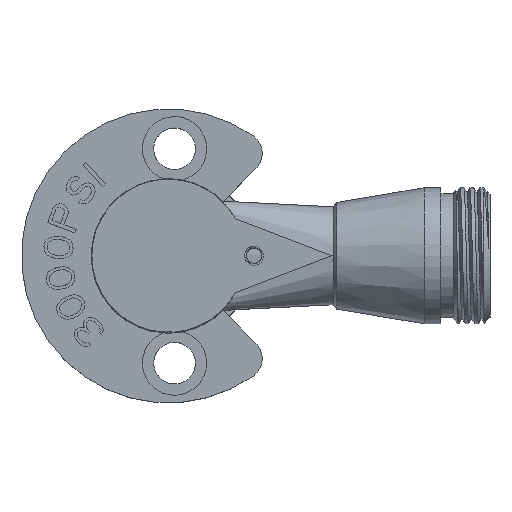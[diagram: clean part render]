
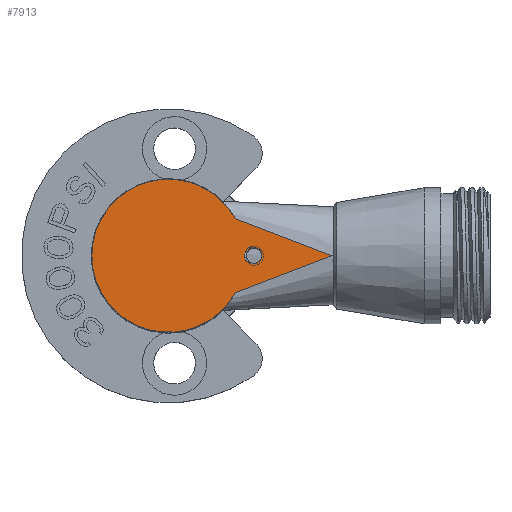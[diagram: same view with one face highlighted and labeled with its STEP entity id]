
A CAD part, top view. The second image highlights one B-rep face of the part: STEP entity #7913.
In plain terms, the highlighted planar face has unit normal (0, 0, 1).
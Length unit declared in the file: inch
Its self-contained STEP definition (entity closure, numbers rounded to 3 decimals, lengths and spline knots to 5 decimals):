
#1=DIRECTION('',(-0.933,-0.359,0.));
#2=VECTOR('',#1,0.66151);
#3=CARTESIAN_POINT('',(1.04828,0.,1.0748));
#4=LINE('',#3,#2);
#5=DIRECTION('',(-0.933,0.359,0.));
#6=VECTOR('',#5,0.66151);
#7=CARTESIAN_POINT('',(1.04828,0.,1.0748));
#8=LINE('',#7,#6);
#9=CARTESIAN_POINT('',(0.5792,-0.04046,1.0748));
#10=CARTESIAN_POINT('',(0.57685,-0.0425,1.0748));
#11=CARTESIAN_POINT('',(0.57184,-0.04609,1.0748));
#12=CARTESIAN_POINT('',(0.56323,-0.05009,1.0748));
#13=CARTESIAN_POINT('',(0.55392,-0.05244,1.0748));
#14=CARTESIAN_POINT('',(0.54418,-0.05306,1.0748));
#15=CARTESIAN_POINT('',(0.53436,-0.05185,1.0748));
#16=CARTESIAN_POINT('',(0.52481,-0.04883,1.0748));
#17=CARTESIAN_POINT('',(0.51584,-0.04406,1.0748));
#18=CARTESIAN_POINT('',(0.50777,-0.03765,1.0748));
#19=CARTESIAN_POINT('',(0.50091,-0.02979,1.0748));
#20=CARTESIAN_POINT('',(0.4955,-0.02072,1.0748));
#21=CARTESIAN_POINT('',(0.49176,-0.01069,1.0748));
#22=CARTESIAN_POINT('',(0.49048,-0.00364,1.0748));
#23=CARTESIAN_POINT('',(0.49016,0.,
1.0748));
#25=CARTESIAN_POINT('',(0.49016,0.,
1.0748));
#26=CARTESIAN_POINT('',(0.49048,0.00364,1.0748));
#27=CARTESIAN_POINT('',(0.49176,0.01069,1.0748));
#28=CARTESIAN_POINT('',(0.49551,0.02073,1.0748));
#29=CARTESIAN_POINT('',(0.50091,0.0298,1.0748));
#30=CARTESIAN_POINT('',(0.50779,0.03766,1.0748));
#31=CARTESIAN_POINT('',(0.51586,0.04407,1.0748));
#32=CARTESIAN_POINT('',(0.52483,0.04884,1.0748));
#33=CARTESIAN_POINT('',(0.53439,0.05185,1.0748));
#34=CARTESIAN_POINT('',(0.54421,0.05306,1.0748));
#35=CARTESIAN_POINT('',(0.55394,0.05244,1.0748));
#36=CARTESIAN_POINT('',(0.56325,0.05008,1.0748));
#37=CARTESIAN_POINT('',(0.57185,0.04608,1.0748));
#38=CARTESIAN_POINT('',(0.57686,0.04249,1.0748));
#39=CARTESIAN_POINT('',(0.5792,0.04046,1.0748));
#2048=CARTESIAN_POINT('',(0.,0.,1.0748));
#2049=DIRECTION('',(0.,0.,1.));
#2050=DIRECTION('',(0.876,0.483,0.));
#2051=AXIS2_PLACEMENT_3D('',#2048,#2049,#2050);
#2066=CARTESIAN_POINT('',(0.,0.,1.0748));
#2067=DIRECTION('',(0.,0.,1.));
#2068=DIRECTION('',(-1.,0.,0.));
#2069=AXIS2_PLACEMENT_3D('',#2066,#2067,#2068);
#6061=CARTESIAN_POINT('',(0.55118,0.,1.0748));
#6062=DIRECTION('',(0.,0.,-1.));
#6063=DIRECTION('',(0.569,0.822,0.));
#6064=AXIS2_PLACEMENT_3D('',#6061,#6062,#6063);
#6341=CARTESIAN_POINT('',(1.04828,0.,1.0748));
#6342=CARTESIAN_POINT('',(0.43094,-0.23765,
1.0748));
#6343=VERTEX_POINT('',#6341);
#6344=VERTEX_POINT('',#6342);
#6345=CARTESIAN_POINT('',(0.43094,0.23765,
1.0748));
#6346=VERTEX_POINT('',#6345);
#6357=CARTESIAN_POINT('',(-0.49213,0.,1.0748));
#6358=VERTEX_POINT('',#6357);
#6359=VERTEX_POINT('',#9);
#6360=VERTEX_POINT('',#23);
#6361=VERTEX_POINT('',#39);
#7890=CARTESIAN_POINT('',(0.,0.,1.0748));
#7891=DIRECTION('',(0.,0.,1.));
#7892=DIRECTION('',(1.,0.,0.));
#7893=AXIS2_PLACEMENT_3D('',#7890,#7891,#7892);
#7894=PLANE('',#7893);
#7896=ORIENTED_EDGE('',*,*,#7895,.T.);
#7898=ORIENTED_EDGE('',*,*,#7897,.F.);
#7900=ORIENTED_EDGE('',*,*,#7899,.F.);
#7902=ORIENTED_EDGE('',*,*,#7901,.F.);
#7903=EDGE_LOOP('',(#7896,#7898,#7900,#7902));
#7904=FACE_OUTER_BOUND('',#7903,.F.);
#7906=ORIENTED_EDGE('',*,*,#7905,.F.);
#7908=ORIENTED_EDGE('',*,*,#7907,.F.);
#7910=ORIENTED_EDGE('',*,*,#7909,.F.);
#7911=EDGE_LOOP('',(#7906,#7908,#7910));
#7912=FACE_BOUND('',#7911,.F.);
#7913=ADVANCED_FACE('',(#7904,#7912),#7894,.T.);
#24=B_SPLINE_CURVE_WITH_KNOTS('',3,(#9,#10,#11,#12,#13,#14,#15,#16,#17,#18,#19,
#20,#21,#22,#23),.UNSPECIFIED.,.F.,.F.,(4,1,1,1,1,1,1,1,1,1,1,1,4),(0.,
0.08333,0.16667,0.25,0.33333,0.41667,
0.5,0.58333,0.66667,0.75,0.83333,
0.91667,1.),.UNSPECIFIED.);
#40=B_SPLINE_CURVE_WITH_KNOTS('',3,(#25,#26,#27,#28,#29,#30,#31,#32,#33,#34,#35,
#36,#37,#38,#39),.UNSPECIFIED.,.F.,.F.,(4,1,1,1,1,1,1,1,1,1,1,1,4),(0.,
0.08333,0.16667,0.25,0.33333,0.41667,
0.5,0.58333,0.66667,0.75,0.83333,
0.91667,1.),.UNSPECIFIED.);
#2052=CIRCLE('',#2051,0.49213);
#2070=CIRCLE('',#2069,0.49213);
#6065=CIRCLE('',#6064,0.04921);
#7895=EDGE_CURVE('',#6343,#6344,#4,.T.);
#7897=EDGE_CURVE('',#6358,#6344,#2070,.T.);
#7899=EDGE_CURVE('',#6346,#6358,#2052,.T.);
#7901=EDGE_CURVE('',#6343,#6346,#8,.T.);
#7905=EDGE_CURVE('',#6359,#6360,#24,.T.);
#7907=EDGE_CURVE('',#6361,#6359,#6065,.T.);
#7909=EDGE_CURVE('',#6360,#6361,#40,.T.);
